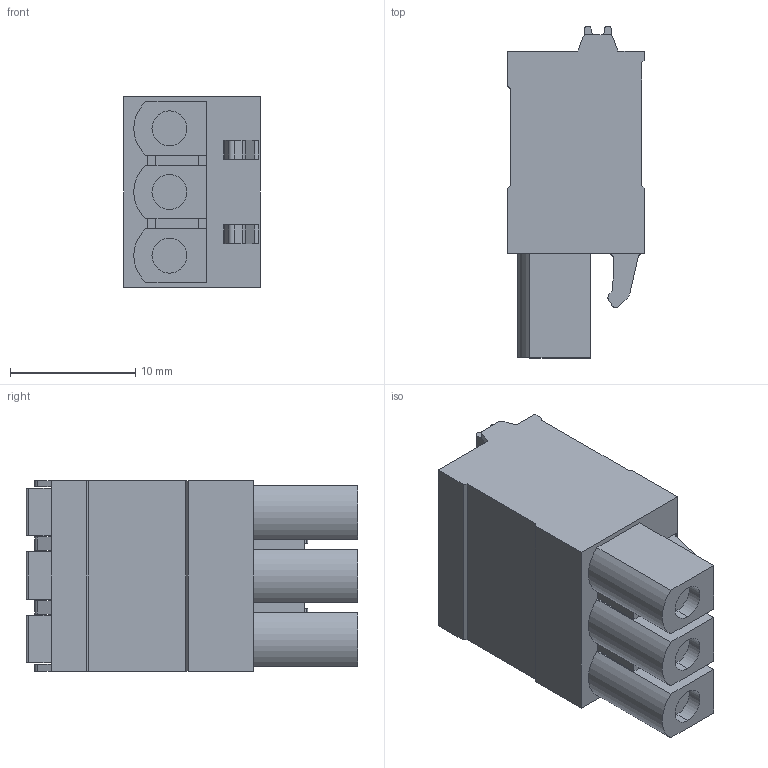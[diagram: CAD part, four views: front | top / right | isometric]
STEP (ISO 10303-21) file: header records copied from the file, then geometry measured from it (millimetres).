
FILE_DESCRIPTION((''),'2;1');
FILE_NAME('TLPS-317-03P-24P','2024-11-08T08:50:23',('tluser'),(''),'CREO PARAMETRIC BY PTC INC, 2018100','CREO PARAMETRIC BY PTC INC, 2018100','');
FILE_SCHEMA(('CONFIG_CONTROL_DESIGN'));
Length unit declared in the file: millimetre
Products named in the file (1): TLPS-317-03P-24P
Bounding box: 10.9 x 26.5 x 15.24 mm (x, y, z)
Volume: 3121.7 mm3; surface area: 1963.8 mm2
Topology: 1 solids, 1 shells, 196 faces, 516 edges, 336 vertices
Faces by surface type: plane 113, cylinder 71, torus 12
Entity records: 6080 total; most frequent: DIRECTION 1062, CARTESIAN_POINT 1048, ORIENTED_EDGE 1032, EDGE_CURVE 516, VECTOR 362, LINE 362, AXIS2_PLACEMENT_3D 350, VERTEX_POINT 336
